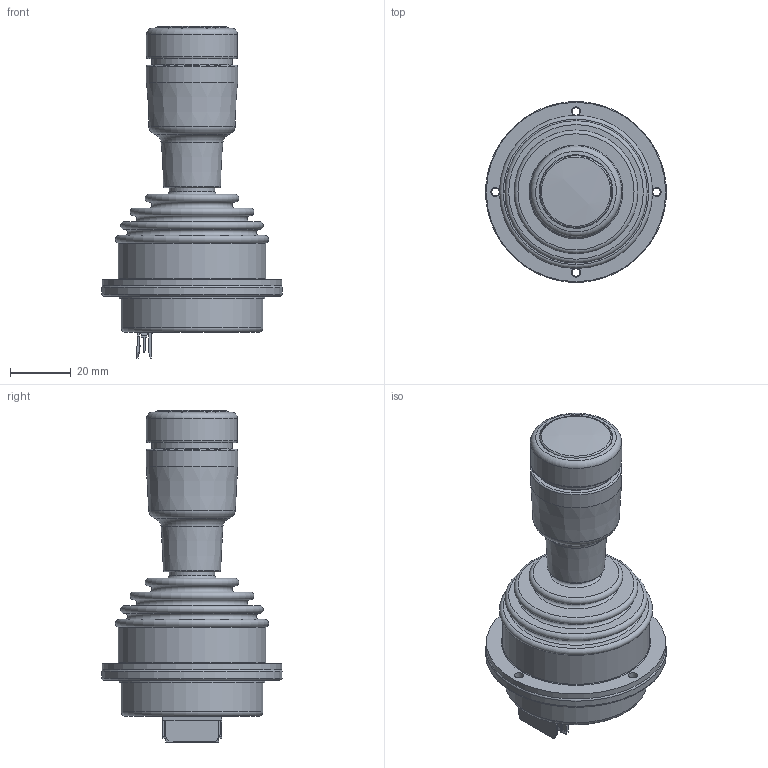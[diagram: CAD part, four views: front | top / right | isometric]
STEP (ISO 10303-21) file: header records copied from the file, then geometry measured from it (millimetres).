
FILE_DESCRIPTION(/* description */ ('','CAx-IF Rec.Pracs.---Representation and Presentation of Product Manufacturing Information (PMI)---3.8---2014-02-18'),/* implementation_level */ '2;1');
FILE_NAME(/* name */ '60-01283.stp',/* time_stamp */ '2020-11-23T17:17:15+01:00',/* author */ ('mk'),/* organization */ (''),/* preprocessor_version */ 'ST-DEVELOPER v16.5',/* originating_system */ 'Autodesk Inventor 2017',/* authorisation */ '');
FILE_SCHEMA (('AP242_MANAGED_MODEL_BASED_3D_ENGINEERING_MIM_LF { 1 0 10303 442 1 1 4 }'));
Length unit declared in the file: millimetre
Products named in the file (1): 60-01202
Bounding box: 59.27 x 59.27 x 109.21 mm (x, y, z)
Volume: 107428.2 mm3; surface area: 20118.9 mm2
Topology: 1 solids, 2 shells, 371 faces, 904 edges, 585 vertices
Faces by surface type: plane 234, cylinder 104, torus 20, cone 11, sphere 2
Full cylindrical faces by diameter (mm): 0.5 x16, 0.6 x8, 2.459 x4, 3 x4, 4.7 x2, 5 x2, 15 x1, 15.5 x1, 23.7 x1, 24.2 x1, 26 x1, 26.5 x1, 27 x1, 30 x2, 46.7 x1, 48 x1, 48.5 x1, 59 x1, 59.5 x1
Entity records: 11161 total; most frequent: CARTESIAN_POINT 2156, DIRECTION 1724, ORIENTED_EDGE 1626, EDGE_CURVE 813, VERTEX_POINT 575, AXIS2_PLACEMENT_3D 575, LINE 574, VECTOR 574
